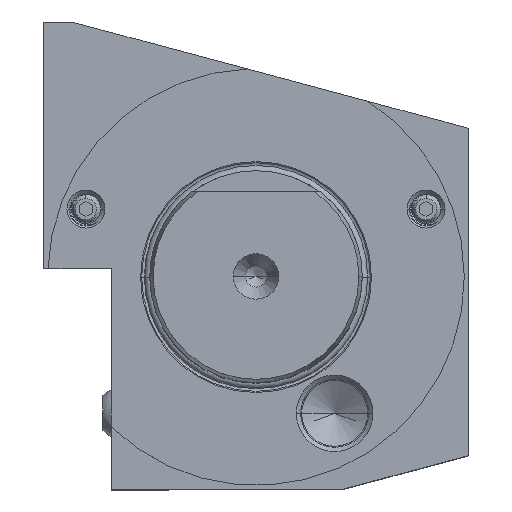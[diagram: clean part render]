
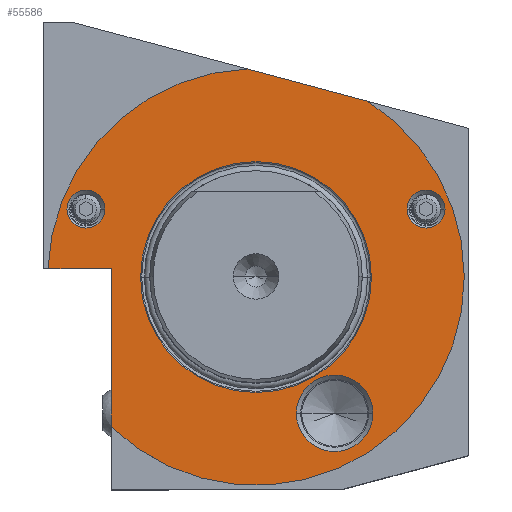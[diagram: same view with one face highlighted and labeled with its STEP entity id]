
A CAD part, top view. The second image highlights one B-rep face of the part: STEP entity #55586.
In plain terms, the highlighted planar face has unit normal (0, 0, 1).
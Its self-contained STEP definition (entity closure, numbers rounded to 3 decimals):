
#1990 = VERTEX_POINT ( 'NONE', #59013 ) ;
#2018 = VERTEX_POINT ( 'NONE', #88570 ) ;
#5141 = FACE_BOUND ( 'NONE', #44123, .T. ) ;
#5146 = FACE_BOUND ( 'NONE', #44133, .T. ) ;
#5162 = FACE_OUTER_BOUND ( 'NONE', #44078, .T. ) ;
#5185 = FACE_BOUND ( 'NONE', #44082, .T. ) ;
#5202 = FACE_BOUND ( 'NONE', #44028, .T. ) ;
#8912 = ORIENTED_EDGE ( 'NONE', *, *, #28149, .T. ) ;
#8922 = ORIENTED_EDGE ( 'NONE', *, *, #13385, .T. ) ;
#8924 = ORIENTED_EDGE ( 'NONE', *, *, #13238, .T. ) ;
#8931 = ORIENTED_EDGE ( 'NONE', *, *, #13222, .T. ) ;
#8938 = ORIENTED_EDGE ( 'NONE', *, *, #13294, .T. ) ;
#8953 = ORIENTED_EDGE ( 'NONE', *, *, #14320, .T. ) ;
#8957 = ORIENTED_EDGE ( 'NONE', *, *, #12755, .T. ) ;
#8967 = ORIENTED_EDGE ( 'NONE', *, *, #51459, .T. ) ;
#8978 = ORIENTED_EDGE ( 'NONE', *, *, #13459, .T. ) ;
#8990 = ORIENTED_EDGE ( 'NONE', *, *, #13264, .F. ) ;
#8994 = ORIENTED_EDGE ( 'NONE', *, *, #13470, .T. ) ;
#8996 = ORIENTED_EDGE ( 'NONE', *, *, #13327, .F. ) ;
#8997 = ORIENTED_EDGE ( 'NONE', *, *, #13261, .T. ) ;
#9615 = DIRECTION ( 'NONE',  ( 0., 0., -1. ) ) ;
#9625 = DIRECTION ( 'NONE',  ( -1., 0., 0. ) ) ;
#9653 = CARTESIAN_POINT ( 'NONE',  ( 0., 0., -78. ) ) ;
#9827 = AXIS2_PLACEMENT_3D ( 'NONE', #9653, #9615, #9625 ) ;
#10006 = AXIS2_PLACEMENT_3D ( 'NONE', #47434, #47383, #47459 ) ;
#10878 = VERTEX_POINT ( 'NONE', #88213 ) ;
#10927 = VERTEX_POINT ( 'NONE', #88228 ) ;
#11048 = VERTEX_POINT ( 'NONE', #88361 ) ;
#11055 = VERTEX_POINT ( 'NONE', #88400 ) ;
#11145 = VERTEX_POINT ( 'NONE', #88414 ) ;
#11146 = VERTEX_POINT ( 'NONE', #88434 ) ;
#11243 = VERTEX_POINT ( 'NONE', #86973 ) ;
#11310 = VERTEX_POINT ( 'NONE', #87267 ) ;
#11324 = VERTEX_POINT ( 'NONE', #87448 ) ;
#11338 = VERTEX_POINT ( 'NONE', #87322 ) ;
#11340 = VERTEX_POINT ( 'NONE', #87427 ) ;
#12755 = EDGE_CURVE ( 'NONE', #11145, #11146, #44376, .T. ) ;
#13222 = EDGE_CURVE ( 'NONE', #11243, #11310, #79063, .T. ) ;
#13238 = EDGE_CURVE ( 'NONE', #11324, #11338, #79042, .T. ) ;
#13261 = EDGE_CURVE ( 'NONE', #11338, #11340, #79121, .T. ) ;
#13264 = EDGE_CURVE ( 'NONE', #11324, #11310, #79110, .T. ) ;
#13294 = EDGE_CURVE ( 'NONE', #2018, #1990, #79184, .T. ) ;
#13327 = EDGE_CURVE ( 'NONE', #11243, #11340, #79251, .T. ) ;
#13385 = EDGE_CURVE ( 'NONE', #10878, #10927, #79244, .T. ) ;
#13459 = EDGE_CURVE ( 'NONE', #11055, #11048, #79382, .T. ) ;
#13470 = EDGE_CURVE ( 'NONE', #11146, #11145, #79397, .T. ) ;
#14320 = EDGE_CURVE ( 'NONE', #1990, #2018, #80105, .T. ) ;
#14530 = DIRECTION ( 'NONE',  ( 0., 0., -1. ) ) ;
#14544 = DIRECTION ( 'NONE',  ( 1., 0., 0. ) ) ;
#14562 = CARTESIAN_POINT ( 'NONE',  ( -40., 16., -78. ) ) ;
#28149 = EDGE_CURVE ( 'NONE', #11048, #11055, #43928, .T. ) ;
#43403 = CIRCLE ( 'NONE', #9827, 27.15 ) ;
#43928 = CIRCLE ( 'NONE', #68644, 4.475 ) ;
#44028 = EDGE_LOOP ( 'NONE', ( #8953, #8938 ) ) ;
#44078 = EDGE_LOOP ( 'NONE', ( #8990, #8924, #8997, #8996, #8931 ) ) ;
#44082 = EDGE_LOOP ( 'NONE', ( #8912, #8978 ) ) ;
#44123 = EDGE_LOOP ( 'NONE', ( #8957, #8994 ) ) ;
#44133 = EDGE_LOOP ( 'NONE', ( #8967, #8922 ) ) ;
#44376 = CIRCLE ( 'NONE', #53001, 4.475 ) ;
#47305 = PLANE ( 'NONE',  #10006 ) ;
#47383 = DIRECTION ( 'NONE',  ( 0., 0., 1. ) ) ;
#47434 = CARTESIAN_POINT ( 'NONE',  ( 0., 27.15, -78. ) ) ;
#47459 = DIRECTION ( 'NONE',  ( 1., 0., 0. ) ) ;
#51459 = EDGE_CURVE ( 'NONE', #10927, #10878, #43403, .T. ) ;
#53001 = AXIS2_PLACEMENT_3D ( 'NONE', #85846, #85876, #85925 ) ;
#53692 = AXIS2_PLACEMENT_3D ( 'NONE', #76512, #76491, #76475 ) ;
#53718 = AXIS2_PLACEMENT_3D ( 'NONE', #76639, #76635, #76649 ) ;
#53825 = AXIS2_PLACEMENT_3D ( 'NONE', #77104, #77128, #77107 ) ;
#53836 = AXIS2_PLACEMENT_3D ( 'NONE', #76804, #76790, #76785 ) ;
#53878 = AXIS2_PLACEMENT_3D ( 'NONE', #76980, #76973, #76974 ) ;
#53881 = AXIS2_PLACEMENT_3D ( 'NONE', #77125, #77129, #77130 ) ;
#55586 = ADVANCED_FACE ( 'NONE', ( #5202, #5185, #5141, #5146, #5162 ), #47305, .T. ) ;
#59013 = CARTESIAN_POINT ( 'NONE',  ( 27.5, -32.043, -78. ) ) ;
#68644 = AXIS2_PLACEMENT_3D ( 'NONE', #14562, #14530, #14544 ) ;
#68846 = AXIS2_PLACEMENT_3D ( 'NONE', #73020, #72995, #72990 ) ;
#72990 = DIRECTION ( 'NONE',  ( 1., 0., 0. ) ) ;
#72995 = DIRECTION ( 'NONE',  ( 0., 0., -1. ) ) ;
#73020 = CARTESIAN_POINT ( 'NONE',  ( 18.5, -32.043, -78. ) ) ;
#76392 = CARTESIAN_POINT ( 'NONE',  ( 5.312, 46.974, -78. ) ) ;
#76434 = DIRECTION ( 'NONE',  ( 1., 0., 0. ) ) ;
#76448 = CARTESIAN_POINT ( 'NONE',  ( 0., 2., -78. ) ) ;
#76449 = DIRECTION ( 'NONE',  ( -0.966, 0.259, 0. ) ) ;
#76474 = DIRECTION ( 'NONE',  ( 0., -1., 0. ) ) ;
#76475 = DIRECTION ( 'NONE',  ( -1., 0., 0. ) ) ;
#76491 = DIRECTION ( 'NONE',  ( 0., 0., -1. ) ) ;
#76498 = CARTESIAN_POINT ( 'NONE',  ( -34., 27.15, -78. ) ) ;
#76512 = CARTESIAN_POINT ( 'NONE',  ( 0., 0., -78. ) ) ;
#76635 = DIRECTION ( 'NONE',  ( 0., 0., -1. ) ) ;
#76639 = CARTESIAN_POINT ( 'NONE',  ( 18.5, -32.043, -78. ) ) ;
#76649 = DIRECTION ( 'NONE',  ( 1., 0., 0. ) ) ;
#76785 = DIRECTION ( 'NONE',  ( -1., 0., 0. ) ) ;
#76790 = DIRECTION ( 'NONE',  ( 0., 0., -1. ) ) ;
#76804 = CARTESIAN_POINT ( 'NONE',  ( 0., 0., -78. ) ) ;
#76973 = DIRECTION ( 'NONE',  ( 0., 0., -1. ) ) ;
#76974 = DIRECTION ( 'NONE',  ( -1., 0., 0. ) ) ;
#76980 = CARTESIAN_POINT ( 'NONE',  ( 0., 0., -78. ) ) ;
#77104 = CARTESIAN_POINT ( 'NONE',  ( -40., 16., -78. ) ) ;
#77107 = DIRECTION ( 'NONE',  ( 1., 0., 0. ) ) ;
#77125 = CARTESIAN_POINT ( 'NONE',  ( 40., 16., -78. ) ) ;
#77128 = DIRECTION ( 'NONE',  ( 0., 0., -1. ) ) ;
#77129 = DIRECTION ( 'NONE',  ( 0., 0., -1. ) ) ;
#77130 = DIRECTION ( 'NONE',  ( 1., 0., 0. ) ) ;
#79042 = LINE ( 'NONE', #76448, #79057 ) ;
#79050 = VECTOR ( 'NONE', #76474, 1000. ) ;
#79057 = VECTOR ( 'NONE', #76434, 1000. ) ;
#79063 = LINE ( 'NONE', #76392, #79133 ) ;
#79110 = CIRCLE ( 'NONE', #53692, 49. ) ;
#79121 = LINE ( 'NONE', #76498, #79050 ) ;
#79133 = VECTOR ( 'NONE', #76449, 1000. ) ;
#79184 = CIRCLE ( 'NONE', #53718, 9. ) ;
#79244 = CIRCLE ( 'NONE', #53878, 27.15 ) ;
#79251 = CIRCLE ( 'NONE', #53836, 49. ) ;
#79382 = CIRCLE ( 'NONE', #53825, 4.475 ) ;
#79397 = CIRCLE ( 'NONE', #53881, 4.475 ) ;
#80105 = CIRCLE ( 'NONE', #68846, 9. ) ;
#85846 = CARTESIAN_POINT ( 'NONE',  ( 40., 16., -78. ) ) ;
#85876 = DIRECTION ( 'NONE',  ( 0., 0., -1. ) ) ;
#85925 = DIRECTION ( 'NONE',  ( 1., 0., 0. ) ) ;
#86973 = CARTESIAN_POINT ( 'NONE',  ( 26.282, 41.355, -78. ) ) ;
#87267 = CARTESIAN_POINT ( 'NONE',  ( -2.083, 48.956, -78. ) ) ;
#87322 = CARTESIAN_POINT ( 'NONE',  ( -34., 2., -78. ) ) ;
#87427 = CARTESIAN_POINT ( 'NONE',  ( -34., -35.285, -78. ) ) ;
#87448 = CARTESIAN_POINT ( 'NONE',  ( -48.959, 2., -78. ) ) ;
#88213 = CARTESIAN_POINT ( 'NONE',  ( -27.15, 0., -78. ) ) ;
#88228 = CARTESIAN_POINT ( 'NONE',  ( 27.15, 0., -78. ) ) ;
#88361 = CARTESIAN_POINT ( 'NONE',  ( -35.525, 16., -78. ) ) ;
#88400 = CARTESIAN_POINT ( 'NONE',  ( -44.475, 16., -78. ) ) ;
#88414 = CARTESIAN_POINT ( 'NONE',  ( 44.475, 16., -78. ) ) ;
#88434 = CARTESIAN_POINT ( 'NONE',  ( 35.525, 16., -78. ) ) ;
#88570 = CARTESIAN_POINT ( 'NONE',  ( 9.5, -32.043, -78. ) ) ;
